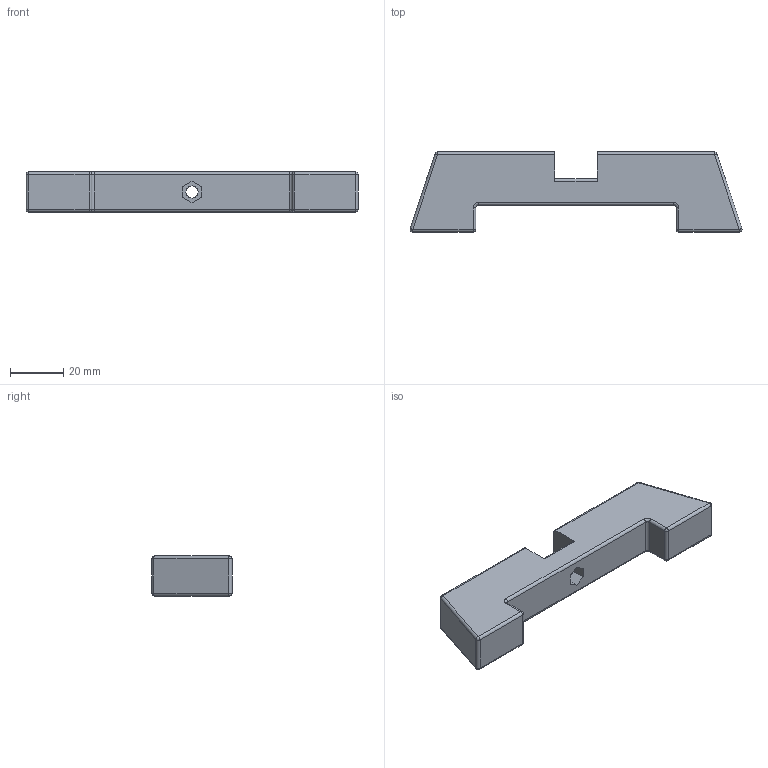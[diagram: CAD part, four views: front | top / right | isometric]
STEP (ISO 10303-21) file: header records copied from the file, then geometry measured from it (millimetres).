
FILE_DESCRIPTION(/* description */ (''),/* implementation_level */ '2;1');
FILE_NAME(/* name */ '0efcae2e-751e-4ab0-b843-67e146db7f4a.stp',/* time_stamp */ '2016-11-15T16:46:02+01:00',/* author */ (''),/* organization */ (''),/* preprocessor_version */ 'ST-DEVELOPER v16.5',/* originating_system */ 'Autodesk Translation Framework v5.2.0.2920',/* authorisation */ '');
FILE_SCHEMA (('AUTOMOTIVE_DESIGN { 1 0 10303 214 3 1 1 }'));
Length unit declared in the file: millimetre
Products named in the file (1): Stand_down
Bounding box: 124.22 x 29.98 x 15 mm (x, y, z)
Volume: 37628.4 mm3; surface area: 9901.3 mm2
Topology: 1 solids, 1 shells, 67 faces, 146 edges, 82 vertices
Faces by surface type: cylinder 30, plane 21, sphere 12, torus 4
Full cylindrical faces by diameter (mm): 4.5 x1
Entity records: 1815 total; most frequent: DIRECTION 343, CARTESIAN_POINT 295, ORIENTED_EDGE 290, EDGE_CURVE 145, AXIS2_PLACEMENT_3D 130, LINE 83, VECTOR 83, VERTEX_POINT 82
